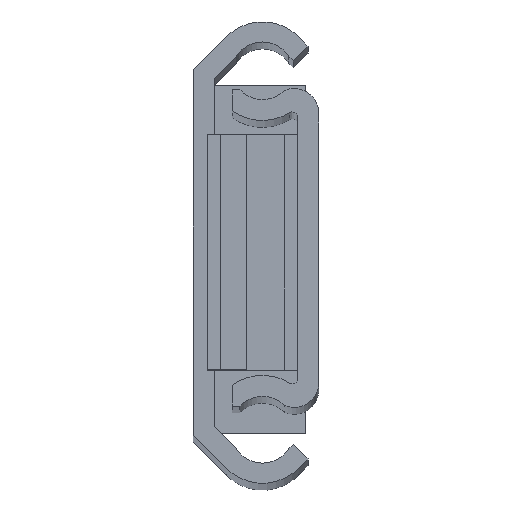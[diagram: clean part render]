
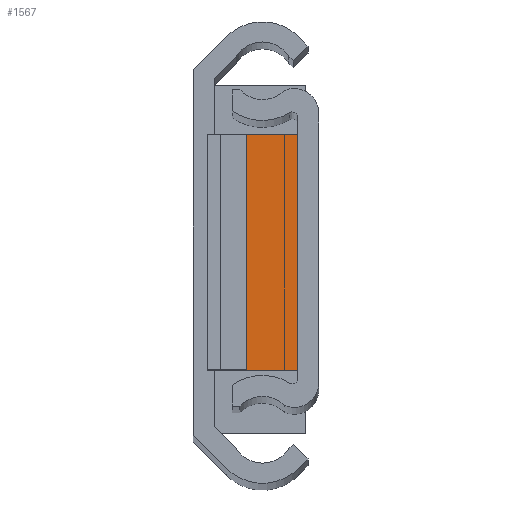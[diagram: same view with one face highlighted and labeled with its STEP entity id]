
A CAD part, top view. The second image highlights one B-rep face of the part: STEP entity #1567.
In plain terms, the highlighted face is planar.
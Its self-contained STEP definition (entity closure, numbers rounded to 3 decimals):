
#9 = VERTEX_POINT ( 'NONE', #1088 ) ;
#63 = EDGE_LOOP ( 'NONE', ( #2152, #2153, #2151, #2155 ) ) ;
#264 = VECTOR ( 'NONE', #3381, 1000. ) ;
#350 = AXIS2_PLACEMENT_3D ( 'NONE', #3160, #3161, #3162 ) ;
#441 = VECTOR ( 'NONE', #3046, 1000. ) ;
#446 = VECTOR ( 'NONE', #3034, 1000. ) ;
#454 = VECTOR ( 'NONE', #3032, 1000. ) ;
#601 = CARTESIAN_POINT ( 'NONE',  ( -46.9, -9., 5.9 ) ) ;
#1088 = CARTESIAN_POINT ( 'NONE',  ( -46.9, 9., 5.9 ) ) ;
#1111 = CARTESIAN_POINT ( 'NONE',  ( -46.9, -9., 0. ) ) ;
#1127 = CARTESIAN_POINT ( 'NONE',  ( -46.9, 9., 0. ) ) ;
#1259 = VERTEX_POINT ( 'NONE', #1111 ) ;
#1261 = VERTEX_POINT ( 'NONE', #1127 ) ;
#1508 = EDGE_CURVE ( 'NONE', #1910, #1259, #2515, .T. ) ;
#1509 = EDGE_CURVE ( 'NONE', #9, #1261, #2518, .T. ) ;
#1515 = EDGE_CURVE ( 'NONE', #9, #1910, #2524, .T. ) ;
#1567 = ADVANCED_FACE ( 'NONE', ( #2568 ), #3159, .F. ) ;
#1655 = EDGE_CURVE ( 'NONE', #1261, #1259, #2639, .T. ) ;
#1910 = VERTEX_POINT ( 'NONE', #601 ) ;
#2151 = ORIENTED_EDGE ( 'NONE', *, *, #1509, .F. ) ;
#2152 = ORIENTED_EDGE ( 'NONE', *, *, #1508, .T. ) ;
#2153 = ORIENTED_EDGE ( 'NONE', *, *, #1655, .F. ) ;
#2155 = ORIENTED_EDGE ( 'NONE', *, *, #1515, .T. ) ;
#2515 = LINE ( 'NONE', #3031, #454 ) ;
#2518 = LINE ( 'NONE', #3033, #446 ) ;
#2524 = LINE ( 'NONE', #3045, #441 ) ;
#2568 = FACE_OUTER_BOUND ( 'NONE', #63, .T. ) ;
#2639 = LINE ( 'NONE', #3380, #264 ) ;
#3031 = CARTESIAN_POINT ( 'NONE',  ( -46.9, -9., 0. ) ) ;
#3032 = DIRECTION ( 'NONE',  ( 0., 0., -1. ) ) ;
#3033 = CARTESIAN_POINT ( 'NONE',  ( -46.9, 9., 0. ) ) ;
#3034 = DIRECTION ( 'NONE',  ( 0., 0., -1. ) ) ;
#3045 = CARTESIAN_POINT ( 'NONE',  ( -46.9, 9., 5.9 ) ) ;
#3046 = DIRECTION ( 'NONE',  ( 0., -1., 0. ) ) ;
#3159 = PLANE ( 'NONE',  #350 ) ;
#3160 = CARTESIAN_POINT ( 'NONE',  ( -46.9, 9., 0. ) ) ;
#3161 = DIRECTION ( 'NONE',  ( -1., 0., 0. ) ) ;
#3162 = DIRECTION ( 'NONE',  ( 0., 0., 1. ) ) ;
#3380 = CARTESIAN_POINT ( 'NONE',  ( -46.9, 9., 0. ) ) ;
#3381 = DIRECTION ( 'NONE',  ( 0., -1., 0. ) ) ;
